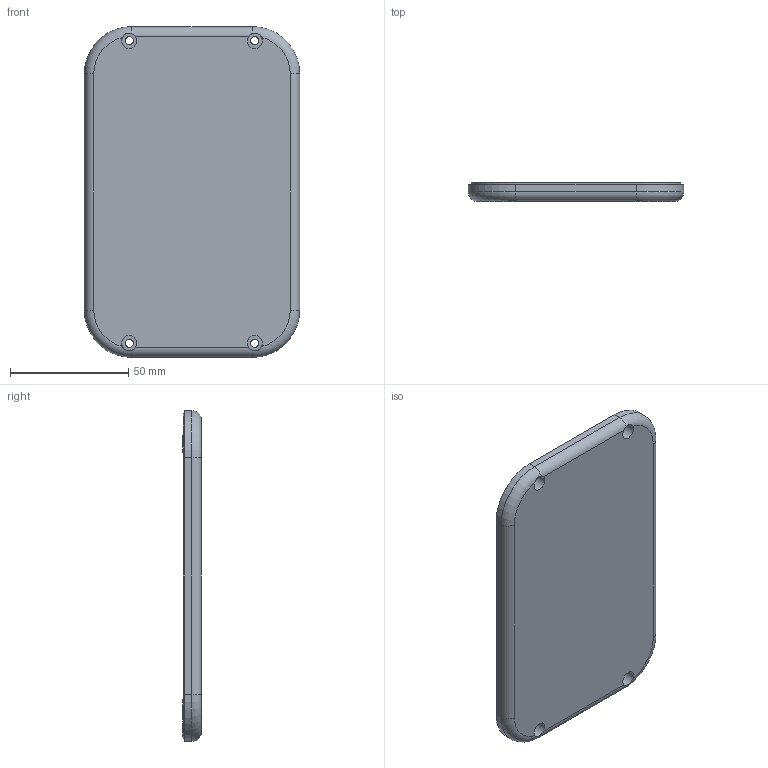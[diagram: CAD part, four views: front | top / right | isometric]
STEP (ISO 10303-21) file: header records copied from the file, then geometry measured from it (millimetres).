
FILE_DESCRIPTION(/* description */ (''),/* implementation_level */ '2;1');
FILE_NAME(/* name */ 'PS01-Base.step',/* time_stamp */ '2023-06-02T10:16:27-07:00',/* author */ (''),/* organization */ (''),/* preprocessor_version */ 'ST-DEVELOPER v19.2',/* originating_system */ 'Autodesk Translation Framework v12.6.0.85',/* authorisation */ '');
FILE_SCHEMA (('AUTOMOTIVE_DESIGN { 1 0 10303 214 3 1 1 }'));
Length unit declared in the file: millimetre
Products named in the file (1): Bottom
Bounding box: 91.15 x 8 x 140 mm (x, y, z)
Volume: 29657.7 mm3; surface area: 31185.7 mm2
Topology: 1 solids, 1 shells, 79 faces, 187 edges, 120 vertices
Faces by surface type: cylinder 41, plane 30, torus 8
Full cylindrical faces by diameter (mm): 3.5 x8, 6.5 x4, 7.1 x4
Entity records: 2475 total; most frequent: CARTESIAN_POINT 539, DIRECTION 421, ORIENTED_EDGE 374, EDGE_CURVE 187, AXIS2_PLACEMENT_3D 170, VERTEX_POINT 120, EDGE_LOOP 97, CIRCLE 90
